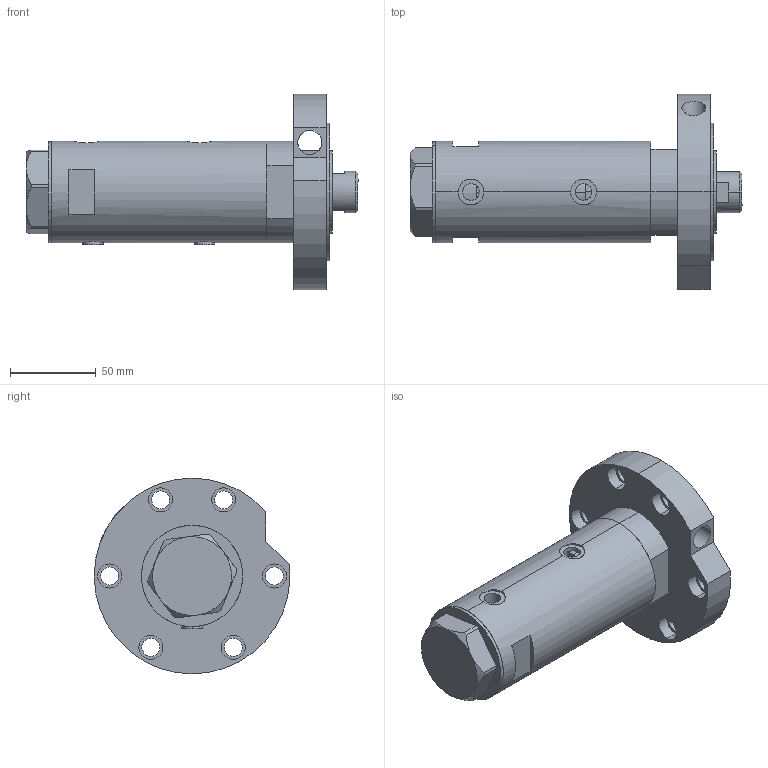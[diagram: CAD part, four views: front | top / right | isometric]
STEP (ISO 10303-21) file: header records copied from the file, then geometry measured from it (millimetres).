
FILE_DESCRIPTION (( 'STEP AP203' ), '1' );
FILE_NAME ('be3d.STEP', '2022-04-14T22:36:17', ( '' ), ( '' ), 'SwSTEP 2.0', 'SolidWorks 2019', '' );
FILE_SCHEMA (( 'CONFIG_CONTROL_DESIGN' ));
Length unit declared in the file: millimetre
Products named in the file (6): V270CG_FRONT a4067d6472ef83e796aeedbe59bfc1b2; V270CG_RF211E a4067d6472ef83e796aeedbe59bfc1b2; V270CG_MIDDLE a4067d6472ef83e796aeedbe59bfc1b2; V270CG_VC a4067d6472ef83e796aeedbe59bfc1b2; be3d; V270CG_BACK a4067d6472ef83e796aeedbe59bfc1b2
Assembly tree (5 placements, depth 2):
  be3d
    V270CG_MIDDLE a4067d6472ef83e796aeedbe59bfc1b2
    V270CG_BACK a4067d6472ef83e796aeedbe59bfc1b2
    V270CG_FRONT a4067d6472ef83e796aeedbe59bfc1b2
    V270CG_VC a4067d6472ef83e796aeedbe59bfc1b2
    V270CG_RF211E a4067d6472ef83e796aeedbe59bfc1b2
Bounding box: 193.42 x 113.92 x 114 mm (x, y, z)
Volume: 573532.4 mm3; surface area: 126674.2 mm2
Topology: 5 solids, 5 shells, 170 faces, 401 edges, 251 vertices
Faces by surface type: cylinder 86, plane 64, cone 16, torus 4
Entity records: 6418 total; most frequent: CARTESIAN_POINT 1755, DIRECTION 897, ORIENTED_EDGE 798, EDGE_CURVE 399, AXIS2_PLACEMENT_3D 366, VERTEX_POINT 251, EDGE_LOOP 212, CIRCLE 188
